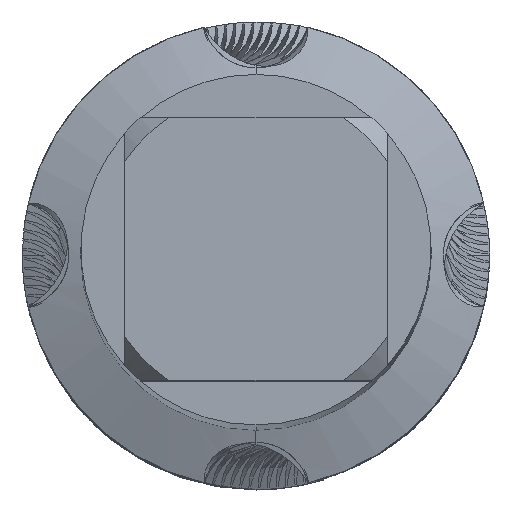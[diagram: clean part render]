
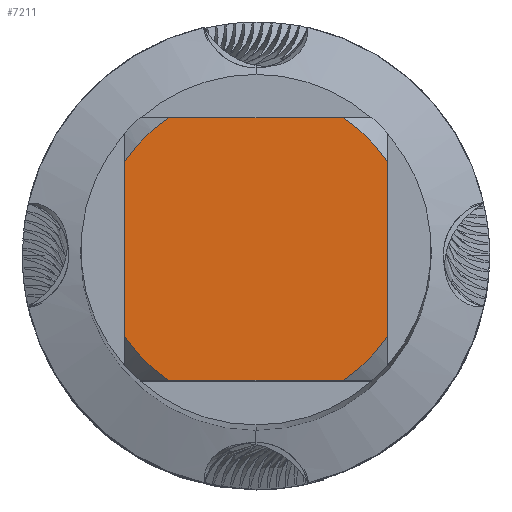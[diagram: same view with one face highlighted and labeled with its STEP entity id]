
A CAD part, top view. The second image highlights one B-rep face of the part: STEP entity #7211.
In plain terms, the highlighted planar face has unit normal (0, 0, 1).
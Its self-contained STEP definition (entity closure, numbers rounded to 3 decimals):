
#2743=VERTEX_POINT('',#8111);
#2947=VERTEX_POINT('',#8337);
#3341=EDGE_CURVE('',#2743,#4291,#8765,.T.);
#3551=VERTEX_POINT('',#8996);
#3769=VERTEX_POINT('',#9232);
#4213=EDGE_CURVE('',#5229,#4291,#9719,.T.);
#4291=VERTEX_POINT('',#9802);
#4519=EDGE_CURVE('',#5229,#3551,#10049,.T.);
#4971=VERTEX_POINT('',#10542);
#5021=EDGE_CURVE('',#2743,#2947,#10597,.T.);
#5229=VERTEX_POINT('',#10821);
#5415=EDGE_CURVE('',#4971,#6427,#11013,.T.);
#5471=EDGE_CURVE('',#3769,#6427,#11071,.T.);
#6427=VERTEX_POINT('',#12116);
#6813=EDGE_CURVE('',#4971,#2947,#12532,.T.);
#7211=ADVANCED_FACE('',(#12963),#12964,.T.);
#7399=EDGE_CURVE('',#3769,#3551,#13167,.T.);
#8111=CARTESIAN_POINT('',(-2.985,-4.5,0.0));
#8337=CARTESIAN_POINT('',(2.985,-4.5,0.0));
#8765=CIRCLE('',#16009,5.4);
#8996=CARTESIAN_POINT('',(-2.985,4.5,0.0));
#9232=CARTESIAN_POINT('',(2.985,4.5,0.0));
#9719=LINE('',#19135,#19136);
#9802=CARTESIAN_POINT('',(-4.5,-2.985,0.0));
#10049=CIRCLE('',#20231,5.4);
#10542=CARTESIAN_POINT('',(4.5,-2.985,0.0));
#10597=LINE('',#21598,#21599);
#10821=CARTESIAN_POINT('',(-4.5,2.985,0.0));
#11013=LINE('',#23053,#23054);
#11071=CIRCLE('',#23233,5.4);
#12116=CARTESIAN_POINT('',(4.5,2.985,0.0));
#12532=CIRCLE('',#27577,5.4);
#12963=FACE_OUTER_BOUND('',#28734,.T.);
#12964=PLANE('',#28735);
#13167=LINE('',#29114,#29115);
#16009=AXIS2_PLACEMENT_3D('',#31725,#31726,#31727);
#19135=CARTESIAN_POINT('',(-4.5,1.35,0.0));
#19136=VECTOR('',#32728,1.0);
#20231=AXIS2_PLACEMENT_3D('',#32993,#32994,#32995);
#21598=CARTESIAN_POINT('',(0.0,-4.5,0.0));
#21599=VECTOR('',#33531,1.0);
#23053=CARTESIAN_POINT('',(4.5,1.35,0.0));
#23054=VECTOR('',#34091,1.0);
#23233=AXIS2_PLACEMENT_3D('',#34123,#34124,#34125);
#27577=AXIS2_PLACEMENT_3D('',#35654,#35655,#35656);
#28734=EDGE_LOOP('',(#36056,#36057,#36058,#36059,#36060,#36061,#36062,#36063));
#28735=AXIS2_PLACEMENT_3D('',#36064,#36065,#36066);
#29114=CARTESIAN_POINT('',(0.0,4.5,0.0));
#29115=VECTOR('',#36251,1.0);
#31725=CARTESIAN_POINT('',(0.0,0.0,0.0));
#31726=DIRECTION('',(0.0,0.0,-1.0));
#31727=DIRECTION('',(0.0,1.0,0.0));
#32728=DIRECTION('',(-0.0,-1.0,0.0));
#32993=CARTESIAN_POINT('',(0.0,0.0,0.0));
#32994=DIRECTION('',(0.0,0.0,-1.0));
#32995=DIRECTION('',(0.0,1.0,0.0));
#33531=DIRECTION('',(1.0,0.0,0.0));
#34091=DIRECTION('',(-0.0,1.0,0.0));
#34123=CARTESIAN_POINT('',(0.0,0.0,0.0));
#34124=DIRECTION('',(0.0,0.0,-1.0));
#34125=DIRECTION('',(0.0,1.0,0.0));
#35654=CARTESIAN_POINT('',(0.0,0.0,0.0));
#35655=DIRECTION('',(0.0,0.0,-1.0));
#35656=DIRECTION('',(0.0,1.0,0.0));
#36056=ORIENTED_EDGE('',*,*,#4213,.T.);
#36057=ORIENTED_EDGE('',*,*,#3341,.F.);
#36058=ORIENTED_EDGE('',*,*,#5021,.T.);
#36059=ORIENTED_EDGE('',*,*,#6813,.F.);
#36060=ORIENTED_EDGE('',*,*,#5415,.T.);
#36061=ORIENTED_EDGE('',*,*,#5471,.F.);
#36062=ORIENTED_EDGE('',*,*,#7399,.T.);
#36063=ORIENTED_EDGE('',*,*,#4519,.F.);
#36064=CARTESIAN_POINT('',(0.0,2.7,0.0));
#36065=DIRECTION('',(-0.0,0.0,1.0));
#36066=DIRECTION('',(0.0,-1.0,0.0));
#36251=DIRECTION('',(-1.0,0.0,0.0));
